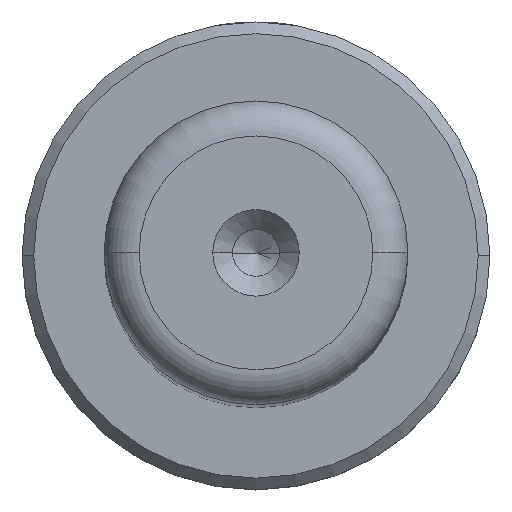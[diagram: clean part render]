
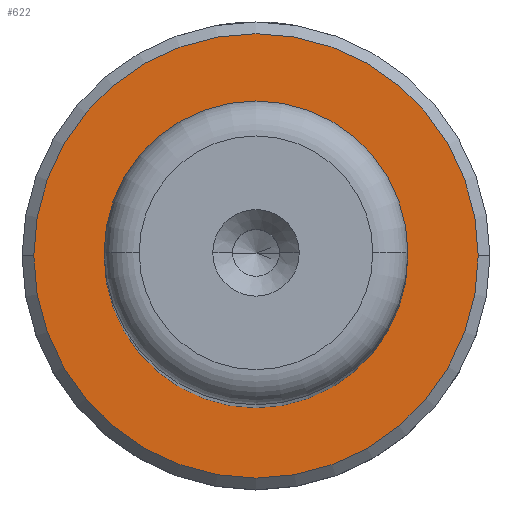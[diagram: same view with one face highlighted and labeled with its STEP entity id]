
A CAD part, top view. The second image highlights one B-rep face of the part: STEP entity #622.
In plain terms, the highlighted planar face has unit normal (0, 0, 1).
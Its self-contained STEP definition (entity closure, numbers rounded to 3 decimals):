
#4 = CARTESIAN_POINT ( 'NONE',  ( 5.995, 0., 15. ) ) ;
#134 = CARTESIAN_POINT ( 'NONE',  ( 0., 0., 15. ) ) ;
#142 = ORIENTED_EDGE ( 'NONE', *, *, #928, .T. ) ;
#176 = DIRECTION ( 'NONE',  ( 0., 0., 1. ) ) ;
#230 = CARTESIAN_POINT ( 'NONE',  ( 0., 0., 15. ) ) ;
#265 = VERTEX_POINT ( 'NONE', #4 ) ;
#293 = DIRECTION ( 'NONE',  ( -1., 0., 0. ) ) ;
#358 = CARTESIAN_POINT ( 'NONE',  ( 0., 0., 15. ) ) ;
#379 = CARTESIAN_POINT ( 'NONE',  ( 0., 0., 15. ) ) ;
#397 = DIRECTION ( 'NONE',  ( 1., 0., 0. ) ) ;
#508 = CIRCLE ( 'NONE', #1910, 5.995 ) ;
#512 = VERTEX_POINT ( 'NONE', #1438 ) ;
#529 = DIRECTION ( 'NONE',  ( 1., 0., 0. ) ) ;
#544 = DIRECTION ( 'NONE',  ( -1., 0., 0. ) ) ;
#622 = ADVANCED_FACE ( 'NONE', ( #1636, #1543 ), #814, .T. ) ;
#634 = CARTESIAN_POINT ( 'NONE',  ( -9.5, 0., 15. ) ) ;
#659 = CARTESIAN_POINT ( 'NONE',  ( 0., 0., 15. ) ) ;
#768 = EDGE_LOOP ( 'NONE', ( #1812, #1854 ) ) ;
#793 = EDGE_CURVE ( 'NONE', #1070, #933, #1041, .T. ) ;
#814 = PLANE ( 'NONE',  #2048 ) ;
#892 = EDGE_CURVE ( 'NONE', #512, #265, #1682, .T. ) ;
#928 = EDGE_CURVE ( 'NONE', #933, #1070, #1621, .T. ) ;
#933 = VERTEX_POINT ( 'NONE', #1173 ) ;
#1041 = CIRCLE ( 'NONE', #1351, 9.5 ) ;
#1070 = VERTEX_POINT ( 'NONE', #634 ) ;
#1099 = ORIENTED_EDGE ( 'NONE', *, *, #793, .T. ) ;
#1173 = CARTESIAN_POINT ( 'NONE',  ( 9.5, 0., 15. ) ) ;
#1247 = DIRECTION ( 'NONE',  ( 0., 0., -1. ) ) ;
#1290 = DIRECTION ( 'NONE',  ( 1., 0., 0. ) ) ;
#1314 = EDGE_LOOP ( 'NONE', ( #1099, #142 ) ) ;
#1336 = DIRECTION ( 'NONE',  ( 0., 0., 1. ) ) ;
#1351 = AXIS2_PLACEMENT_3D ( 'NONE', #358, #1459, #529 ) ;
#1407 = EDGE_CURVE ( 'NONE', #265, #512, #508, .T. ) ;
#1438 = CARTESIAN_POINT ( 'NONE',  ( -5.995, 0., 15. ) ) ;
#1459 = DIRECTION ( 'NONE',  ( 0., 0., 1. ) ) ;
#1480 = DIRECTION ( 'NONE',  ( 0., 0., -1. ) ) ;
#1543 = FACE_BOUND ( 'NONE', #768, .T. ) ;
#1564 = AXIS2_PLACEMENT_3D ( 'NONE', #379, #1480, #544 ) ;
#1621 = CIRCLE ( 'NONE', #1786, 9.5 ) ;
#1636 = FACE_OUTER_BOUND ( 'NONE', #1314, .T. ) ;
#1682 = CIRCLE ( 'NONE', #1564, 5.995 ) ;
#1786 = AXIS2_PLACEMENT_3D ( 'NONE', #230, #1336, #397 ) ;
#1812 = ORIENTED_EDGE ( 'NONE', *, *, #1407, .T. ) ;
#1854 = ORIENTED_EDGE ( 'NONE', *, *, #892, .T. ) ;
#1910 = AXIS2_PLACEMENT_3D ( 'NONE', #134, #1247, #293 ) ;
#2048 = AXIS2_PLACEMENT_3D ( 'NONE', #659, #176, #1290 ) ;
